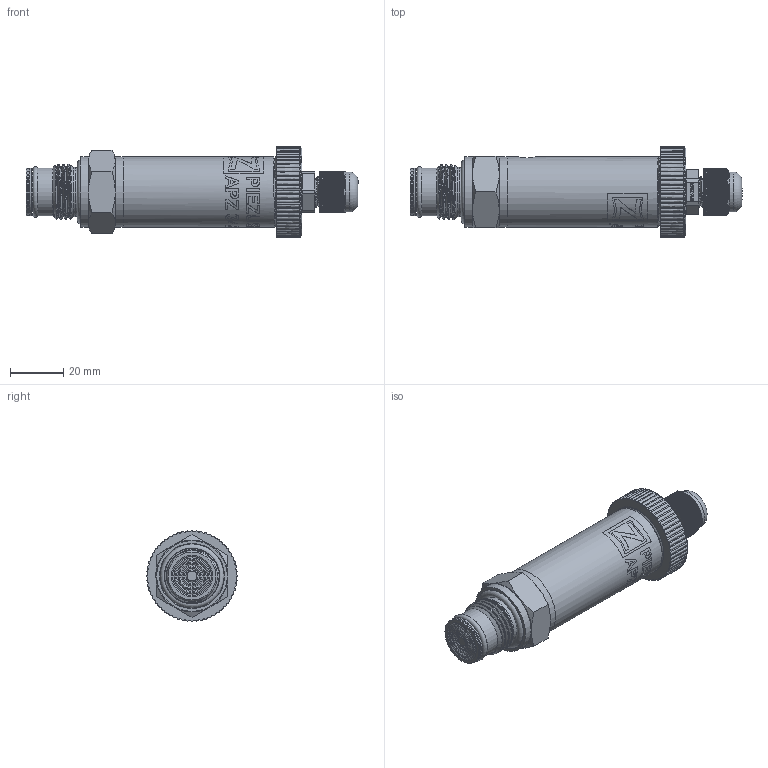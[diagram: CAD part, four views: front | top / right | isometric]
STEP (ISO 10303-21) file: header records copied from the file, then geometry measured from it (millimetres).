
FILE_DESCRIPTION(/* description */ (''),/* implementation_level */ '2;1');
FILE_NAME(/* name */ 'APZ3420m_G1''2DIN-solidflush_2.step',/* time_stamp */ '2021-07-06T15:47:23+03:00',/* author */ (''),/* organization */ (''),/* preprocessor_version */ 'ST-DEVELOPER v18.1',/* originating_system */ 'Autodesk Translation Framework v10.9.0.1377',/* authorisation */ '');
FILE_SCHEMA (('AUTOMOTIVE_DESIGN { 1 0 10303 214 3 1 1 }'));
Length unit declared in the file: millimetre
Products named in the file (9): АПЗ 3420м заполненная; OMAL nut M27x1.5; Ш100.000.001; M12x1.5 Cable gland; Cable gland; Rubber gasket; M12 Domed nut; shell; G 1/2 flush diaphragm
Assembly tree (8 placements, depth 3):
  АПЗ 3420м заполненная
    OMAL nut M27x1.5
    Ш100.000.001
    M12x1.5 Cable gland
      Cable gland
      Rubber gasket
      M12 Domed nut
    shell
    G 1/2 flush diaphragm
Bounding box: 124.66 x 34 x 34 mm (x, y, z)
Volume: 57696.6 mm3; surface area: 22323.7 mm2
Topology: 9 solids, 9 shells, 2759 faces, 8045 edges, 5360 vertices
Faces by surface type: plane 1501, cylinder 778, bspline 430, cone 27, torus 22, sphere 1
Full cylindrical faces by diameter (mm): 1 x6, 2 x2, 4 x1, 7.183 x1, 7.5 x1, 8 x1, 9.976 x5, 10 x6, 10.376 x4, 10.526 x3, 11.6 x4, 12 x5, 12.203 x3, 12.6 x1, 15 x2, 17 x1, 17.4 x1, 18 x3, 18.4 x1, 18.631 x2, 21.4 x2, 22.3 x1, 22.5 x1, 24 x1, 24.5 x3, 25.132 x4, 25.526 x4, 26.5 x6, 27.208 x5
Entity records: 116582 total; most frequent: CARTESIAN_POINT 46814, ORIENTED_EDGE 16090, DIRECTION 12535, EDGE_CURVE 8045, VERTEX_POINT 5360, LINE 4329, VECTOR 4329, AXIS2_PLACEMENT_3D 4103
